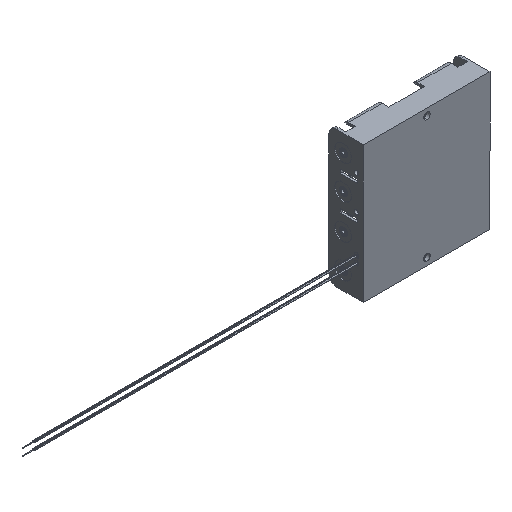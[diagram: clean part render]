
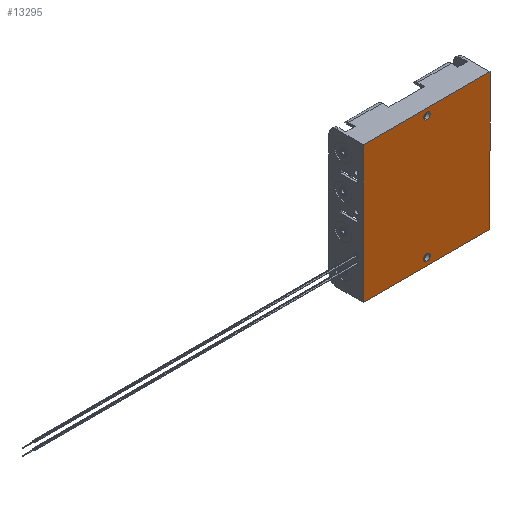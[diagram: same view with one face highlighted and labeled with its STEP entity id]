
A CAD part, isometric view. The second image highlights one B-rep face of the part: STEP entity #13295.
In plain terms, the highlighted planar face has unit normal (0, -1, 0).
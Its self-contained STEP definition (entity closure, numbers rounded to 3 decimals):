
#146 = AXIS2_PLACEMENT_3D ( 'NONE', #13515, #15252, #4061 ) ;
#1347 = DIRECTION ( 'NONE',  ( 0., 1., 0. ) ) ;
#1402 = VERTEX_POINT ( 'NONE', #14033 ) ;
#1873 = VERTEX_POINT ( 'NONE', #22360 ) ;
#2122 = DIRECTION ( 'NONE',  ( 0., 0., 1. ) ) ;
#2291 = CARTESIAN_POINT ( 'NONE',  ( 0.1, 0., 50.637 ) ) ;
#2634 = CARTESIAN_POINT ( 'NONE',  ( 0.1, 0., 52.087 ) ) ;
#2928 = VERTEX_POINT ( 'NONE', #4988 ) ;
#3106 = CARTESIAN_POINT ( 'NONE',  ( -28.4, 0., 0. ) ) ;
#3533 = PLANE ( 'NONE',  #8686 ) ;
#3687 = AXIS2_PLACEMENT_3D ( 'NONE', #12500, #1347, #16186 ) ;
#4061 = DIRECTION ( 'NONE',  ( 0., 0., 1. ) ) ;
#4643 = DIRECTION ( 'NONE',  ( 1., 0., 0. ) ) ;
#4651 = EDGE_CURVE ( 'NONE', #22338, #18314, #7507, .T. ) ;
#4652 = EDGE_CURVE ( 'NONE', #2928, #1873, #8095, .T. ) ;
#4672 = ORIENTED_EDGE ( 'NONE', *, *, #9903, .F. ) ;
#4888 = VECTOR ( 'NONE', #24015, 1000. ) ;
#4988 = CARTESIAN_POINT ( 'NONE',  ( 28.4, 0., 53.638 ) ) ;
#5264 = DIRECTION ( 'NONE',  ( 0., 1., 0. ) ) ;
#5817 = AXIS2_PLACEMENT_3D ( 'NONE', #7366, #7519, #18544 ) ;
#5845 = CIRCLE ( 'NONE', #146, 1.45 ) ;
#6518 = CARTESIAN_POINT ( 'NONE',  ( 0., 0., -7.662 ) ) ;
#6860 = ORIENTED_EDGE ( 'NONE', *, *, #14736, .T. ) ;
#7366 = CARTESIAN_POINT ( 'NONE',  ( 0.1, 0., 50.637 ) ) ;
#7433 = EDGE_CURVE ( 'NONE', #1873, #1402, #18251, .T. ) ;
#7507 = CIRCLE ( 'NONE', #5817, 1.45 ) ;
#7519 = DIRECTION ( 'NONE',  ( 0., 1., 0. ) ) ;
#7676 = DIRECTION ( 'NONE',  ( 0., 0., -1. ) ) ;
#8095 = LINE ( 'NONE', #9153, #4888 ) ;
#8686 = AXIS2_PLACEMENT_3D ( 'NONE', #11123, #5264, #12998 ) ;
#9112 = ORIENTED_EDGE ( 'NONE', *, *, #23364, .T. ) ;
#9153 = CARTESIAN_POINT ( 'NONE',  ( 0., 0., 53.638 ) ) ;
#9173 = EDGE_LOOP ( 'NONE', ( #6860, #9112 ) ) ;
#9200 = VECTOR ( 'NONE', #23669, 1000. ) ;
#9903 = EDGE_CURVE ( 'NONE', #2928, #22495, #11738, .T. ) ;
#10124 = ORIENTED_EDGE ( 'NONE', *, *, #7433, .T. ) ;
#10672 = CARTESIAN_POINT ( 'NONE',  ( 28.4, 0., -7.662 ) ) ;
#11123 = CARTESIAN_POINT ( 'NONE',  ( 0., 0., 0. ) ) ;
#11370 = VERTEX_POINT ( 'NONE', #11511 ) ;
#11497 = CARTESIAN_POINT ( 'NONE',  ( 0.1, 0., 49.187 ) ) ;
#11511 = CARTESIAN_POINT ( 'NONE',  ( 0.1, 0., -5.813 ) ) ;
#11738 = LINE ( 'NONE', #18851, #15543 ) ;
#11826 = CARTESIAN_POINT ( 'NONE',  ( 0.1, 0., -2.913 ) ) ;
#11896 = EDGE_CURVE ( 'NONE', #18314, #22338, #20140, .T. ) ;
#12500 = CARTESIAN_POINT ( 'NONE',  ( 0.1, 0., -4.363 ) ) ;
#12908 = FACE_BOUND ( 'NONE', #15311, .T. ) ;
#12998 = DIRECTION ( 'NONE',  ( 0., 0., 1. ) ) ;
#13265 = DIRECTION ( 'NONE',  ( 0., 1., 0. ) ) ;
#13295 = ADVANCED_FACE ( 'NONE', ( #12908, #19051, #19340 ), #3533, .F. ) ;
#13515 = CARTESIAN_POINT ( 'NONE',  ( 0.1, 0., -4.363 ) ) ;
#14033 = CARTESIAN_POINT ( 'NONE',  ( -28.4, 0., -7.662 ) ) ;
#14736 = EDGE_CURVE ( 'NONE', #24007, #11370, #5845, .T. ) ;
#15208 = LINE ( 'NONE', #6518, #19897 ) ;
#15252 = DIRECTION ( 'NONE',  ( 0., 1., 0. ) ) ;
#15311 = EDGE_LOOP ( 'NONE', ( #20900, #19677 ) ) ;
#15480 = EDGE_LOOP ( 'NONE', ( #4672, #16576, #10124, #18128 ) ) ;
#15525 = EDGE_CURVE ( 'NONE', #1402, #22495, #15208, .T. ) ;
#15543 = VECTOR ( 'NONE', #7676, 1000. ) ;
#16186 = DIRECTION ( 'NONE',  ( 0., 0., 1. ) ) ;
#16576 = ORIENTED_EDGE ( 'NONE', *, *, #4652, .T. ) ;
#18128 = ORIENTED_EDGE ( 'NONE', *, *, #15525, .T. ) ;
#18218 = AXIS2_PLACEMENT_3D ( 'NONE', #2291, #13265, #2122 ) ;
#18251 = LINE ( 'NONE', #3106, #9200 ) ;
#18314 = VERTEX_POINT ( 'NONE', #2634 ) ;
#18544 = DIRECTION ( 'NONE',  ( 0., 0., 1. ) ) ;
#18851 = CARTESIAN_POINT ( 'NONE',  ( 28.4, 0., 0. ) ) ;
#19051 = FACE_BOUND ( 'NONE', #9173, .T. ) ;
#19340 = FACE_OUTER_BOUND ( 'NONE', #15480, .T. ) ;
#19677 = ORIENTED_EDGE ( 'NONE', *, *, #4651, .T. ) ;
#19897 = VECTOR ( 'NONE', #4643, 1000. ) ;
#20140 = CIRCLE ( 'NONE', #18218, 1.45 ) ;
#20900 = ORIENTED_EDGE ( 'NONE', *, *, #11896, .T. ) ;
#22338 = VERTEX_POINT ( 'NONE', #11497 ) ;
#22360 = CARTESIAN_POINT ( 'NONE',  ( -28.4, 0., 53.638 ) ) ;
#22495 = VERTEX_POINT ( 'NONE', #10672 ) ;
#23364 = EDGE_CURVE ( 'NONE', #11370, #24007, #23589, .T. ) ;
#23589 = CIRCLE ( 'NONE', #3687, 1.45 ) ;
#23669 = DIRECTION ( 'NONE',  ( 0., 0., -1. ) ) ;
#24007 = VERTEX_POINT ( 'NONE', #11826 ) ;
#24015 = DIRECTION ( 'NONE',  ( -1., 0., 0. ) ) ;
